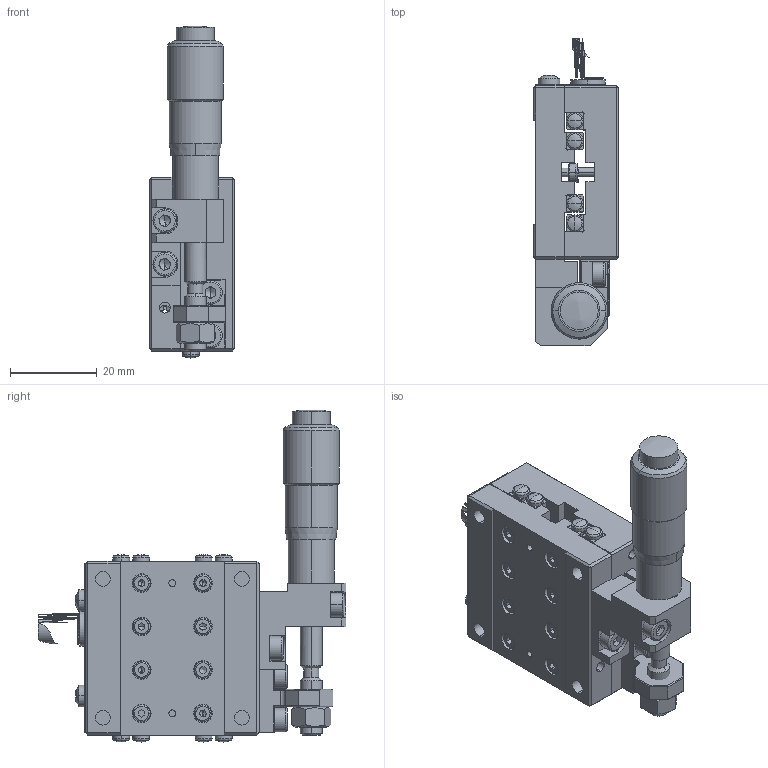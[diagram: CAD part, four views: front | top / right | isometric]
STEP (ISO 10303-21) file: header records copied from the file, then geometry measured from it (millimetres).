
FILE_DESCRIPTION (( 'STEP AP203' ), '1' );
FILE_NAME ('516412.STEP', '2025-07-08T08:51:45', ( '' ), ( '' ), 'SwSTEP 2.0', 'SolidWorks 2020', '' );
FILE_SCHEMA (( 'CONFIG_CONTROL_DESIGN' ));
Length unit declared in the file: millimetre
Products named in the file (1): 516412
Bounding box: 19.5 x 70.93 x 76.48 mm (x, y, z)
Surface area: 19227.1 mm2 (no closed solid volume)
Topology: 0 solids, 77 shells, 800 faces, 2389 edges, 1598 vertices
Faces by surface type: plane 405, cylinder 215, cone 90, torus 50, bspline 32, sphere 8
Full cylindrical faces by diameter (mm): 3.9 x3
Entity records: 33361 total; most frequent: CARTESIAN_POINT 12822, DIRECTION 4115, ORIENTED_EDGE 3979, EDGE_CURVE 2322, VERTEX_POINT 1593, AXIS2_PLACEMENT_3D 1456, VECTOR 1203, LINE 1203
